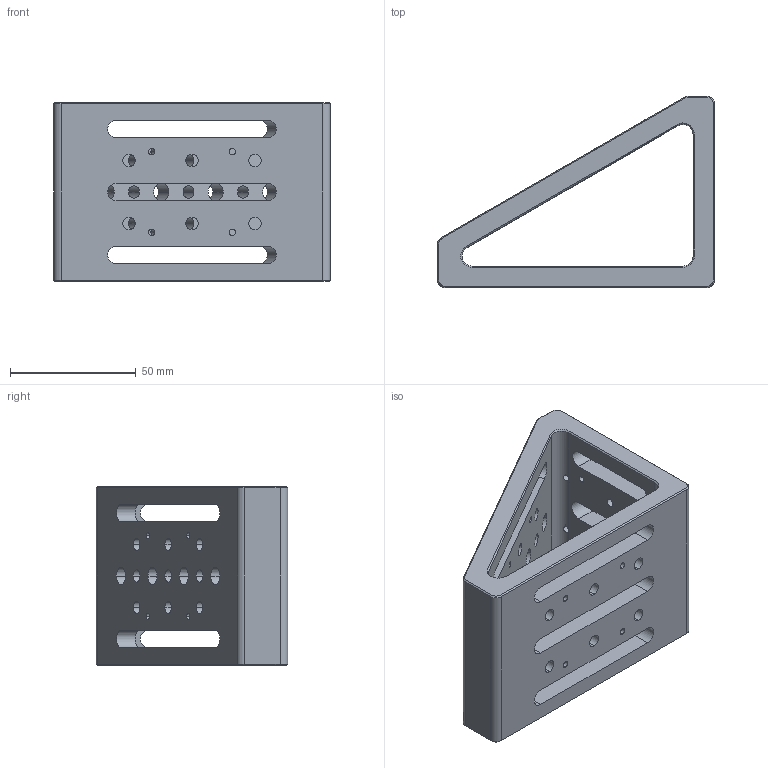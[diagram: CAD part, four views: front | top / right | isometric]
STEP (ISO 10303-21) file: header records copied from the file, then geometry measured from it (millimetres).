
FILE_DESCRIPTION (( 'STEP AP203' ), '1' );
FILE_NAME ('GCM-A1030M.STEP', '2019-07-02T07:08:44', ( '' ), ( '' ), 'SwSTEP 2.0', 'SolidWorks 2015', '' );
FILE_SCHEMA (( 'CONFIG_CONTROL_DESIGN' ));
Length unit declared in the file: millimetre
Products named in the file (1): GCM-A1030M
Bounding box: 110 x 76 x 71 mm (x, y, z)
Volume: 146681.9 mm3; surface area: 51281.9 mm2
Topology: 1 solids, 1 shells, 171 faces, 471 edges, 298 vertices
Faces by surface type: cylinder 100, plane 42, cone 29
Entity records: 5848 total; most frequent: CARTESIAN_POINT 1057, DIRECTION 1033, ORIENTED_EDGE 942, EDGE_CURVE 471, AXIS2_PLACEMENT_3D 398, VERTEX_POINT 298, EDGE_LOOP 259, LINE 237
